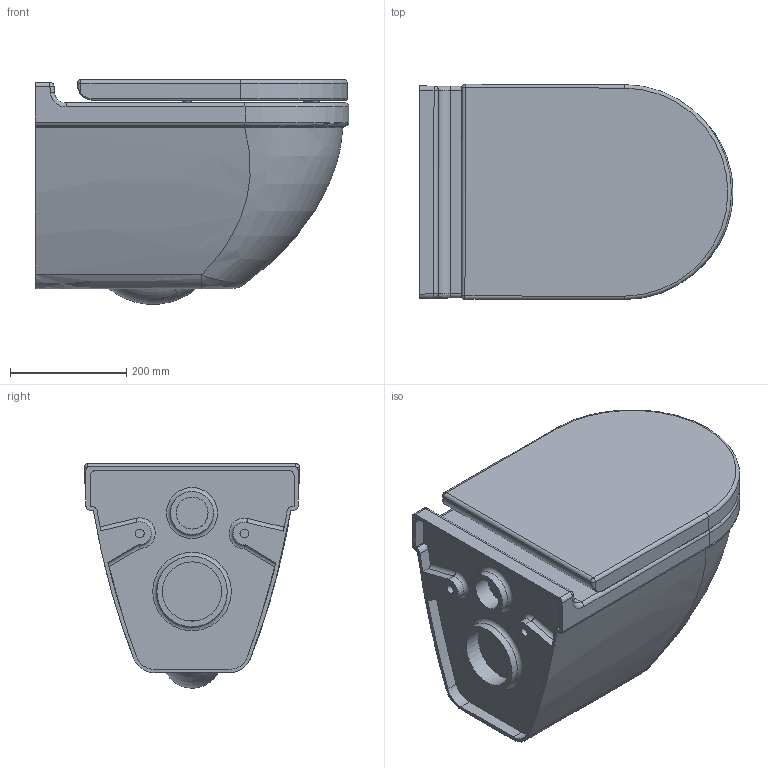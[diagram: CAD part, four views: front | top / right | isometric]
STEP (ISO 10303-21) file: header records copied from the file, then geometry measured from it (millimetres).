
FILE_DESCRIPTION((''),'2;1');
FILE_NAME('222509.stp','2012-02-24T16:39:50',('Administrator'),(''),'Autodesk Inventor 2011','Autodesk Inventor 2011','');
FILE_SCHEMA(('CONFIG_CONTROL_DESIGN'));
Length unit declared in the file: millimetre
Products named in the file (3): 222509; 220509; Sitz_222509
Assembly tree (2 placements, depth 2):
  222509
    220509
    Sitz_222509
Bounding box: 540.15 x 370.33 x 386.08 mm (x, y, z)
Volume: 34488952.7 mm3; surface area: 1387349.1 mm2
Topology: 6 solids, 6 shells, 203 faces, 457 edges, 275 vertices
Faces by surface type: cylinder 73, plane 71, bspline 39, torus 16, sphere 4
Full cylindrical faces by diameter (mm): 15 x2, 20 x2, 26 x2, 55 x1, 73.7 x1, 102 x2, 121.096 x1
Entity records: 7943 total; most frequent: CARTESIAN_POINT 3610, ORIENTED_EDGE 870, DIRECTION 844, EDGE_CURVE 435, AXIS2_PLACEMENT_3D 335, VERTEX_POINT 274, EDGE_LOOP 235, FACE_OUTER_BOUND 203
